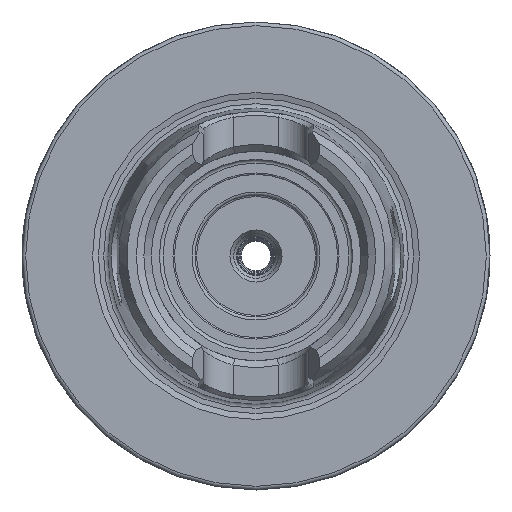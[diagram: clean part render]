
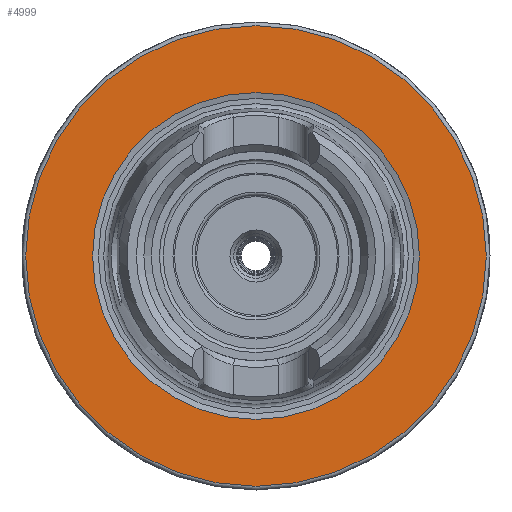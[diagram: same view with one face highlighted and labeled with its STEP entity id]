
A CAD part, left-side view. The second image highlights one B-rep face of the part: STEP entity #4999.
In plain terms, the highlighted planar face has unit normal (-1, 0, 0).
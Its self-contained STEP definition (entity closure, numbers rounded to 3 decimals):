
#4965=CARTESIAN_POINT('',(0.0,22.,0.0));
#4966=VERTEX_POINT('',#4965);
#4967=CARTESIAN_POINT('',(0.0,0.,0.0));
#4968=DIRECTION('',(1.0,0.0,0.0));
#4969=DIRECTION('',(0.0,1.0,0.0));
#4970=AXIS2_PLACEMENT_3D('',#4967,#4968,#4969);
#4971=CIRCLE('',#4970,22.);
#4972=EDGE_CURVE('',#4966,#4966,#4971,.T.);
#4980=CARTESIAN_POINT('',(0.0,26.5,0.0));
#4981=DIRECTION('',(-1.0,0.0,0.0));
#4982=DIRECTION('',(0.0,0.0,1.0));
#4983=AXIS2_PLACEMENT_3D('',#4980,#4981,#4982);
#4984=PLANE('',#4983);
#4985=CARTESIAN_POINT('',(0.0,31.,0.0));
#4986=VERTEX_POINT('',#4985);
#4987=CARTESIAN_POINT('',(0.0,0.,0.0));
#4988=DIRECTION('',(1.0,0.0,0.0));
#4989=DIRECTION('',(0.0,1.0,0.0));
#4990=AXIS2_PLACEMENT_3D('',#4987,#4988,#4989);
#4991=CIRCLE('',#4990,31.);
#4992=EDGE_CURVE('',#4986,#4986,#4991,.T.);
#4993=ORIENTED_EDGE('',*,*,#4992,.F.);
#4994=EDGE_LOOP('',(#4993));
#4995=FACE_OUTER_BOUND('',#4994,.T.);
#4996=ORIENTED_EDGE('',*,*,#4972,.T.);
#4997=EDGE_LOOP('',(#4996));
#4998=FACE_BOUND('',#4997,.T.);
#4999=ADVANCED_FACE('',(#4995,#4998),#4984,.T.);
